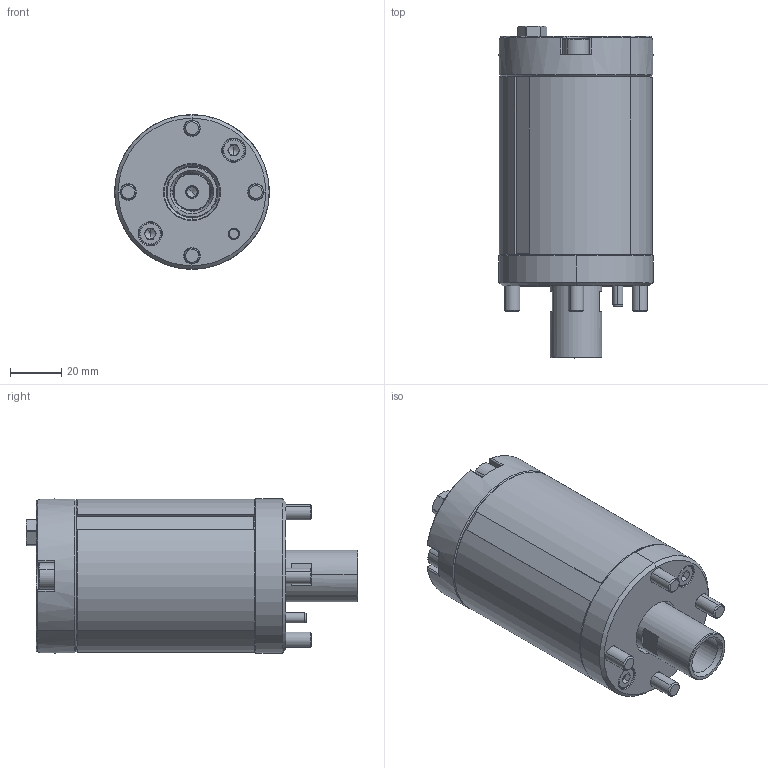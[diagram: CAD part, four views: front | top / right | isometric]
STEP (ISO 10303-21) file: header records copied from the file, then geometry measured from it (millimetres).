
FILE_DESCRIPTION (( 'STEP AP203' ), '1' );
FILE_NAME ('CA60_3d.STEP', '2016-04-14T08:14:25', ( 'Balzi' ), ( '' ), 'SwSTEP 2.0', 'SolidWorks 2015', '' );
FILE_SCHEMA (( 'CONFIG_CONTROL_DESIGN' ));
Length unit declared in the file: millimetre
Products named in the file (11): CA6007 VETRINO COPRICAVO_S; CA60 FLANGIA_S; CA60 PRESSACAVO_S; CA607 CAMICIA CILINDRO_S; CA60_3d; CA6007 STELO_S; CA6007 PORTA SETTORI_S; CA60 COPERCHIO CILINDRO_S; M6x100; socket head cap screw_iso_ISO 4762 M5 x 16 --- 16N; parallel pin hardened_iso_Parallel Pin ISO 8734 - 4 x 26 - A - St
Assembly tree (16 placements, depth 2):
  CA60_3d
    CA60 FLANGIA_S
    CA607 CAMICIA CILINDRO_S
    CA6007 STELO_S
    CA6007 PORTA SETTORI_S
    CA60 COPERCHIO CILINDRO_S
    M6x100  x4
    socket head cap screw_iso_ISO 4762 M5 x 16 --- 16N  x4
    parallel pin hardened_iso_Parallel Pin ISO 8734 - 4 x 26 - A - St
    CA6007 VETRINO COPRICAVO_S
    CA60 PRESSACAVO_S
Bounding box: 60 x 129 x 60 mm (x, y, z)
Volume: 263959 mm3; surface area: 73248.7 mm2
Topology: 16 solids, 16 shells, 565 faces, 1282 edges, 753 vertices
Faces by surface type: plane 197, cone 177, cylinder 159, torus 32
Entity records: 13038 total; most frequent: DIRECTION 2215, CARTESIAN_POINT 2111, ORIENTED_EDGE 1860, EDGE_CURVE 930, AXIS2_PLACEMENT_3D 889, VERTEX_POINT 561, EDGE_LOOP 475, CIRCLE 461
